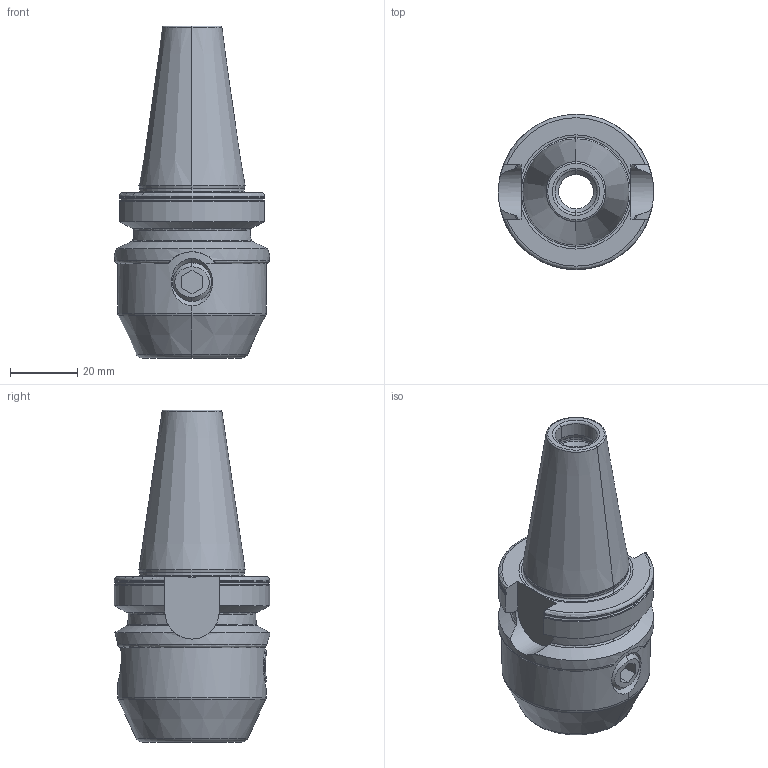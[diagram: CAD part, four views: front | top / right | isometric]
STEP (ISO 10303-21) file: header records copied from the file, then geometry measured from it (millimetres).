
FILE_DESCRIPTION((''),'2;1');
FILE_NAME('DC_305_04_14','2020-08-18T',('104091'),(''),'CREO PARAMETRIC BY PTC INC, 2016260','CREO PARAMETRIC BY PTC INC, 2016260','');
FILE_SCHEMA(('CONFIG_CONTROL_DESIGN'));
Length unit declared in the file: millimetre
Products named in the file (1): DC_305_04_14
Bounding box: 46 x 46 x 98.4 mm (x, y, z)
Volume: 78576.3 mm3; surface area: 17117.5 mm2
Topology: 1 solids, 1 shells, 108 faces, 273 edges, 168 vertices
Faces by surface type: torus 32, cylinder 28, cone 26, plane 20, sphere 2
Entity records: 3708 total; most frequent: CARTESIAN_POINT 1141, ORIENTED_EDGE 542, DIRECTION 528, EDGE_CURVE 271, AXIS2_PLACEMENT_3D 229, VERTEX_POINT 168, CIRCLE 118, EDGE_LOOP 113
